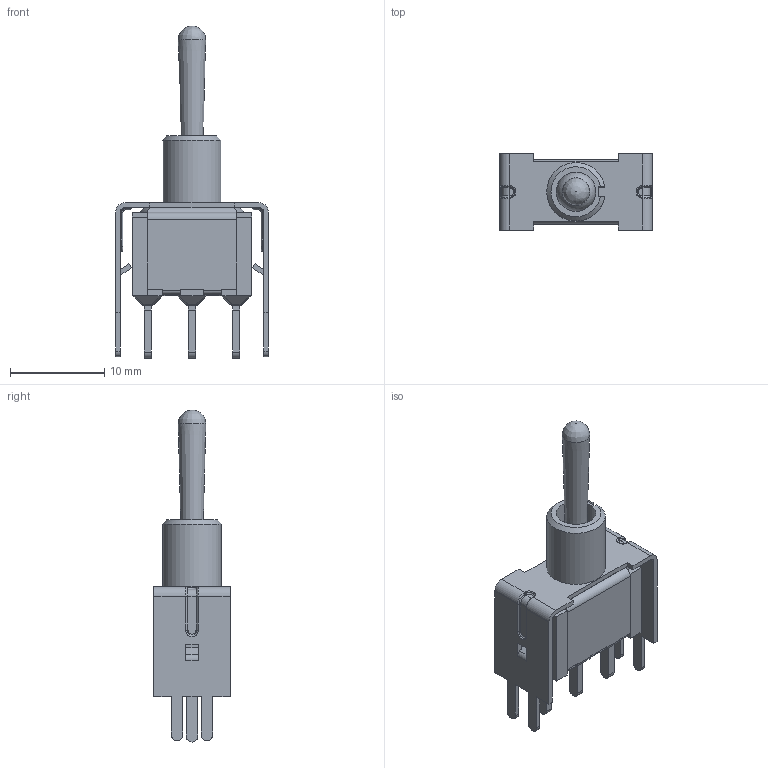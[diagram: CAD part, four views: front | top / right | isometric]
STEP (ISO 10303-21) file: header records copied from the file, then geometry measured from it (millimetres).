
FILE_DESCRIPTION(/* description */ (''),/* implementation_level */ '2;1');
FILE_NAME(/* name */ '100SPxT1B5VS2xE.stp',/* time_stamp */ '2026-01-16T15:04:54-06:00',/* author */ ('jmeyers'),/* organization */ (''),/* preprocessor_version */ 'ST-DEVELOPER v18.1',/* originating_system */ 'Autodesk Inventor 2022',/* authorisation */ '');
FILE_SCHEMA (('AUTOMOTIVE_DESIGN { 1 0 10303 214 3 1 1 }'));
Length unit declared in the file: inch
Products named in the file (1): Part121
Bounding box: 16.26 x 8.13 x 35.3 mm (x, y, z)
Volume: 1209.2 mm3; surface area: 1706.1 mm2
Topology: 1 solids, 2 shells, 372 faces, 933 edges, 562 vertices
Faces by surface type: plane 215, cylinder 105, torus 34, sphere 14, cone 3, bspline 1
Full cylindrical faces by diameter (mm): 1.65 x1, 4.2 x2
Entity records: 11004 total; most frequent: CARTESIAN_POINT 2007, DIRECTION 1911, ORIENTED_EDGE 1842, EDGE_CURVE 921, LINE 645, VECTOR 645, AXIS2_PLACEMENT_3D 633, VERTEX_POINT 562
